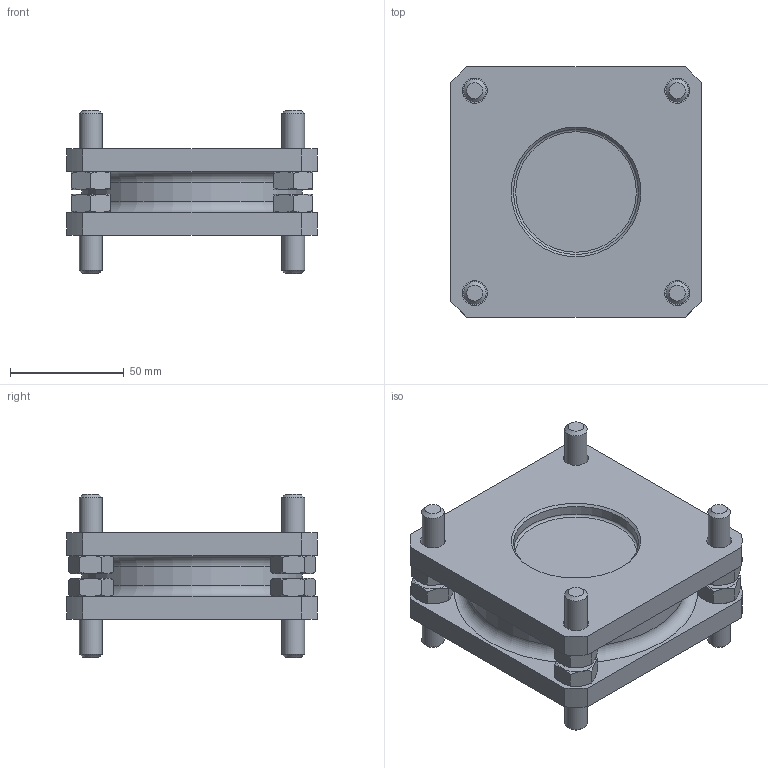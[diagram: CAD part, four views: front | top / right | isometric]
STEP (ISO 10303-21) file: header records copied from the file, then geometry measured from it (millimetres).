
FILE_DESCRIPTION(/* description */ ('STEP AP214'),/* implementation_level */ '2;1');
FILE_NAME(/* name */ '174423_DPNC-100',/* time_stamp */ '2024-08-20T22:46:30+02:00',/* author */ ('License CC BY-ND 4.0'),/* organization */ ('CADENAS'),/* preprocessor_version */ 'ST-DEVELOPER v19.3',/* originating_system */ 'PARTsolutions',/* authorisation */ ' ');
FILE_SCHEMA (('AUTOMOTIVE_DESIGN {1 0 10303 214 3 1 1}'));
Length unit declared in the file: millimetre
Products named in the file (4): 174423 DPNC-100; 174423 DPNC-100---(D); DIN 934 - M10(F); ISO-4026 M10x35
Assembly tree (17 placements, depth 2):
  174423 DPNC-100
    174423 DPNC-100---(D)
    DIN 934 - M10(F)  x8
    ISO-4026 M10x35  x8
Bounding box: 110 x 110 x 72 mm (x, y, z)
Volume: 373043.5 mm3; surface area: 67576.3 mm2
Topology: 17 solids, 17 shells, 335 faces, 709 edges, 412 vertices
Faces by surface type: plane 190, cone 106, cylinder 35, torus 4
Full cylindrical faces by diameter (mm): 8.376 x8, 10 x8, 11 x8, 55 x2, 97 x1
Entity records: 2236 total; most frequent: CARTESIAN_POINT 423, DIRECTION 376, ORIENTED_EDGE 280, AXIS2_PLACEMENT_3D 160, EDGE_CURVE 140, FACE_BOUND 125, EDGE_LOOP 124, VERTEX_POINT 101
